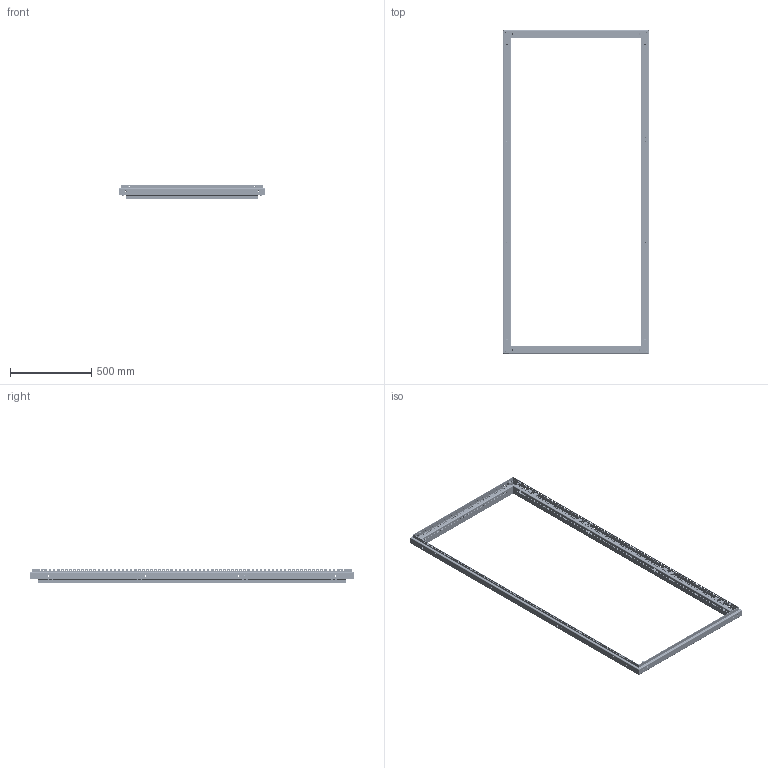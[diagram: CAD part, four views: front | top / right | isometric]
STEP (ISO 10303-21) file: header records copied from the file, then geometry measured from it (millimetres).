
FILE_DESCRIPTION (( 'STEP AP214' ), '1' );
FILE_NAME ('Ñâàðíàÿ ðàìà W900H2000.STEP', '2024-08-14T10:20:59', ( '' ), ( '' ), 'SwSTEP 2.0', 'SolidWorks 2021', '' );
FILE_SCHEMA (( 'AUTOMOTIVE_DESIGN' ));
Length unit declared in the file: millimetre
Products named in the file (11): Áîêîâîé ïðîôèëü1 H2000; Áîêîâîé ïðîôèëü H2000; Ñâàðíàÿ ðàìà W900H2000; Áîêîâîé ïðîôèëü2 H2000; Çàêëåïêà ðåçüáîâàÿ Ì8 øåñòèãðàííàÿ ñ óìåíüøåííûì áîðòîì; Ãîðèçîíòàëüíûé ïðîôèëü1 W900; 600.000; Çàêëåïêà ðåçüáîâàÿ Ì6 øåñòèãðàííàÿ ñ óìåíüøåííûì áîðòîì; Ãîðèçîíòàëüíûé ïðîôèëü2 W900; Áîáûøêà; Ãîðèçîíòàëüíûé ïðîôèëü W900
Assembly tree (46 placements, depth 3):
  Ñâàðíàÿ ðàìà W900H2000
    Ãîðèçîíòàëüíûé ïðîôèëü W900  x2
      Ãîðèçîíòàëüíûé ïðîôèëü1 W900
      Ãîðèçîíòàëüíûé ïðîôèëü2 W900
      600.000
      Áîáûøêà
    Áîêîâîé ïðîôèëü H2000  x2
      Áîêîâîé ïðîôèëü1 H2000
      Áîêîâîé ïðîôèëü2 H2000
    Çàêëåïêà ðåçüáîâàÿ Ì8 øåñòèãðàííàÿ ñ óìåíüøåííûì áîðòîì  x8
    Çàêëåïêà ðåçüáîâàÿ Ì6 øåñòèãðàííàÿ ñ óìåíüøåííûì áîðòîì  x26
Bounding box: 901.2 x 1996 x 89.35 mm (x, y, z)
Volume: 2486122.3 mm3; surface area: 2586817.1 mm2
Topology: 50 solids, 50 shells, 5998 faces, 17072 edges, 11196 vertices
Faces by surface type: plane 3530, cylinder 2118, cone 212, bspline 138
Entity records: 82084 total; most frequent: CARTESIAN_POINT 18823, ORIENTED_EDGE 13122, DIRECTION 12237, EDGE_CURVE 6561, VECTOR 5081, LINE 5081, VERTEX_POINT 4330, AXIS2_PLACEMENT_3D 3578
